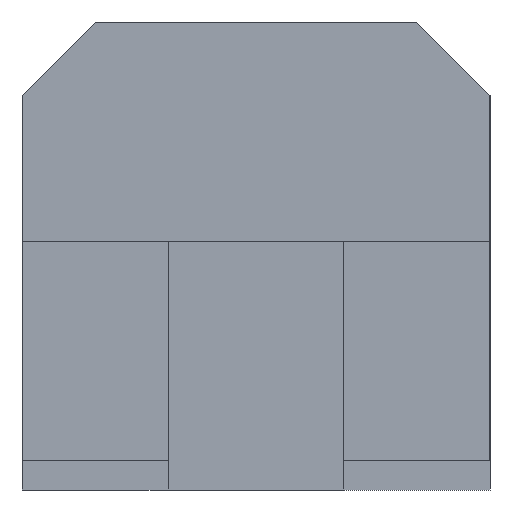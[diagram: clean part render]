
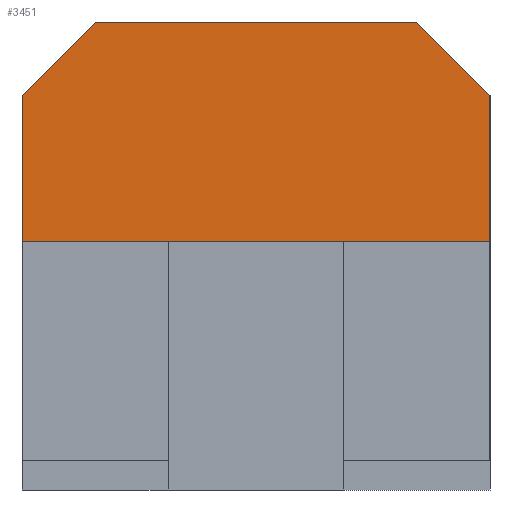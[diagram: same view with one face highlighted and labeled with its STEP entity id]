
A CAD part, left-side view. The second image highlights one B-rep face of the part: STEP entity #3451.
In plain terms, the highlighted planar face has unit normal (-1, 0, 0).
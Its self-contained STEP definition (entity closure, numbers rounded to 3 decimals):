
#204=LINE('',#8013,#510);
#222=LINE('',#8082,#528);
#223=LINE('',#8084,#529);
#229=LINE('',#8096,#535);
#231=LINE('',#8100,#537);
#232=LINE('',#8102,#538);
#510=VECTOR('',#4011,1000.);
#528=VECTOR('',#4031,1000.);
#529=VECTOR('',#4034,1000.);
#535=VECTOR('',#4044,1000.);
#537=VECTOR('',#4048,1000.);
#538=VECTOR('',#4049,1000.);
#718=PLANE('',#3617);
#1186=ORIENTED_EDGE('',*,*,#1769,.F.);
#1187=ORIENTED_EDGE('',*,*,#1761,.T.);
#1188=ORIENTED_EDGE('',*,*,#1740,.F.);
#1189=ORIENTED_EDGE('',*,*,#1760,.T.);
#1190=ORIENTED_EDGE('',*,*,#1767,.T.);
#1191=ORIENTED_EDGE('',*,*,#1770,.T.);
#1740=EDGE_CURVE('',#2051,#2052,#204,.T.);
#1760=EDGE_CURVE('',#2051,#2067,#222,.T.);
#1761=EDGE_CURVE('',#2068,#2052,#223,.T.);
#1767=EDGE_CURVE('',#2067,#2072,#229,.T.);
#1769=EDGE_CURVE('',#2068,#2073,#231,.T.);
#1770=EDGE_CURVE('',#2072,#2073,#232,.T.);
#2051=VERTEX_POINT('',#8014);
#2052=VERTEX_POINT('',#8015);
#2067=VERTEX_POINT('',#8081);
#2068=VERTEX_POINT('',#8085);
#2072=VERTEX_POINT('',#8097);
#2073=VERTEX_POINT('',#8101);
#2266=EDGE_LOOP('',(#1186,#1187,#1188,#1189,#1190,#1191));
#2437=FACE_BOUND('',#2266,.T.);
#3451=ADVANCED_FACE('',(#2437),#718,.F.);
#3617=AXIS2_PLACEMENT_3D('',#8099,#4046,#4047);
#4011=DIRECTION('',(0.,-1.,0.));
#4031=DIRECTION('',(0.,0.707,-0.707));
#4034=DIRECTION('',(0.,0.707,0.707));
#4044=DIRECTION('',(0.,0.,-1.));
#4046=DIRECTION('',(1.,0.,0.));
#4047=DIRECTION('',(0.,1.,0.));
#4048=DIRECTION('',(0.,0.,-1.));
#4049=DIRECTION('',(0.,-1.,0.));
#8013=CARTESIAN_POINT('',(-2.1,1.6,3.));
#8014=CARTESIAN_POINT('',(-2.1,1.1,3.));
#8015=CARTESIAN_POINT('',(-2.1,-1.1,3.));
#8081=CARTESIAN_POINT('',(-2.1,1.6,2.5));
#8082=CARTESIAN_POINT('',(-2.1,1.1,3.));
#8084=CARTESIAN_POINT('',(-2.1,-1.1,3.));
#8085=CARTESIAN_POINT('',(-2.1,-1.6,2.5));
#8096=CARTESIAN_POINT('',(-2.1,1.6,3.));
#8097=CARTESIAN_POINT('',(-2.1,1.6,1.5));
#8099=CARTESIAN_POINT('',(-2.1,1.6,3.));
#8100=CARTESIAN_POINT('',(-2.1,-1.6,3.));
#8101=CARTESIAN_POINT('',(-2.1,-1.6,1.5));
#8102=CARTESIAN_POINT('',(-2.1,1.6,1.5));
